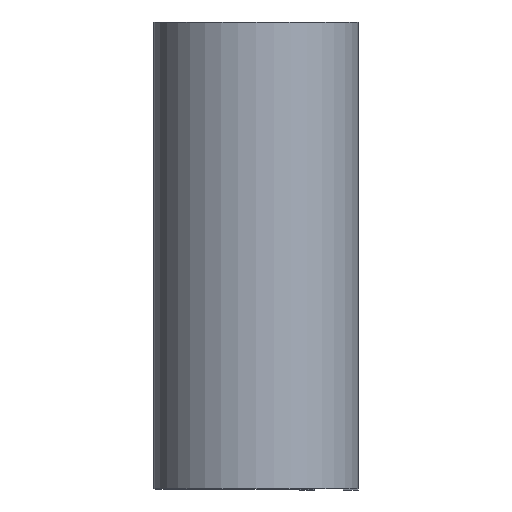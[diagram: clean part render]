
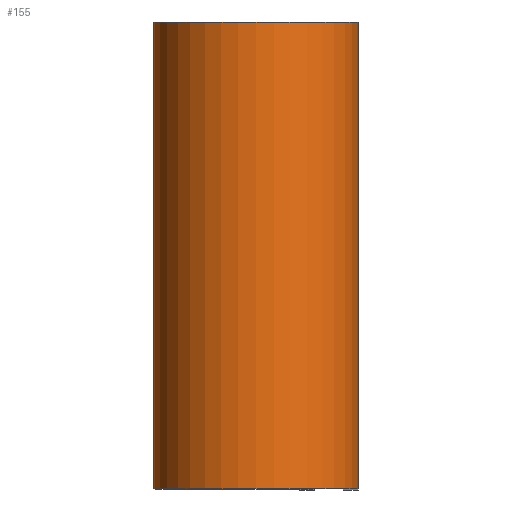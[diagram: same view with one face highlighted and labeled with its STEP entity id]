
A CAD part, top view. The second image highlights one B-rep face of the part: STEP entity #155.
In plain terms, the highlighted cylindrical face has radius 5.575 mm (diameter 11.151 mm), a partial arc.
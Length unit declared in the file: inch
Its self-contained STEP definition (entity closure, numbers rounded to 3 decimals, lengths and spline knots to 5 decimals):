
#2 = VERTEX_POINT ( 'NONE', #215 ) ;
#46 = CARTESIAN_POINT ( 'NONE',  ( -0.2195, 0.5, 0.375 ) ) ;
#55 = DIRECTION ( 'NONE',  ( 0., 1., 0. ) ) ;
#66 = FACE_OUTER_BOUND ( 'NONE', #87, .T. ) ;
#87 = EDGE_LOOP ( 'NONE', ( #147, #309, #122, #465 ) ) ;
#102 = DIRECTION ( 'NONE',  ( 0., 1., 0. ) ) ;
#122 = ORIENTED_EDGE ( 'NONE', *, *, #536, .F. ) ;
#126 = CARTESIAN_POINT ( 'NONE',  ( 0., 0.5, 0.375 ) ) ;
#147 = ORIENTED_EDGE ( 'NONE', *, *, #426, .T. ) ;
#155 = ADVANCED_FACE ( 'NONE', ( #66 ), #210, .T. ) ;
#182 = LINE ( 'NONE', #792, #862 ) ;
#196 = CARTESIAN_POINT ( 'NONE',  ( -0.2195, -0.5, 0.375 ) ) ;
#210 = CYLINDRICAL_SURFACE ( 'NONE', #493, 0.2195 ) ;
#215 = CARTESIAN_POINT ( 'NONE',  ( 0.2195, -0.5, 0.375 ) ) ;
#279 = AXIS2_PLACEMENT_3D ( 'NONE', #460, #55, #532 ) ;
#309 = ORIENTED_EDGE ( 'NONE', *, *, #868, .F. ) ;
#339 = VECTOR ( 'NONE', #408, 39.37008 ) ;
#361 = CIRCLE ( 'NONE', #526, 0.2195 ) ;
#408 = DIRECTION ( 'NONE',  ( 0., -1., 0. ) ) ;
#426 = EDGE_CURVE ( 'NONE', #542, #2, #361, .T. ) ;
#460 = CARTESIAN_POINT ( 'NONE',  ( 0., 0.5, 0.375 ) ) ;
#465 = ORIENTED_EDGE ( 'NONE', *, *, #824, .T. ) ;
#493 = AXIS2_PLACEMENT_3D ( 'NONE', #126, #662, #572 ) ;
#495 = VERTEX_POINT ( 'NONE', #46 ) ;
#511 = CARTESIAN_POINT ( 'NONE',  ( 0., -0.5, 0.375 ) ) ;
#526 = AXIS2_PLACEMENT_3D ( 'NONE', #511, #102, #581 ) ;
#532 = DIRECTION ( 'NONE',  ( 1., 0., 0. ) ) ;
#534 = DIRECTION ( 'NONE',  ( 0., -1., 0. ) ) ;
#536 = EDGE_CURVE ( 'NONE', #495, #795, #823, .T. ) ;
#538 = LINE ( 'NONE', #660, #339 ) ;
#542 = VERTEX_POINT ( 'NONE', #196 ) ;
#572 = DIRECTION ( 'NONE',  ( 0., 0., -1. ) ) ;
#581 = DIRECTION ( 'NONE',  ( 1., 0., 0. ) ) ;
#660 = CARTESIAN_POINT ( 'NONE',  ( 0.2195, 0.5, 0.375 ) ) ;
#662 = DIRECTION ( 'NONE',  ( 0., -1., 0. ) ) ;
#792 = CARTESIAN_POINT ( 'NONE',  ( -0.2195, 0.5, 0.375 ) ) ;
#795 = VERTEX_POINT ( 'NONE', #852 ) ;
#823 = CIRCLE ( 'NONE', #279, 0.2195 ) ;
#824 = EDGE_CURVE ( 'NONE', #495, #542, #182, .T. ) ;
#852 = CARTESIAN_POINT ( 'NONE',  ( 0.2195, 0.5, 0.375 ) ) ;
#862 = VECTOR ( 'NONE', #534, 39.37008 ) ;
#868 = EDGE_CURVE ( 'NONE', #795, #2, #538, .T. ) ;
